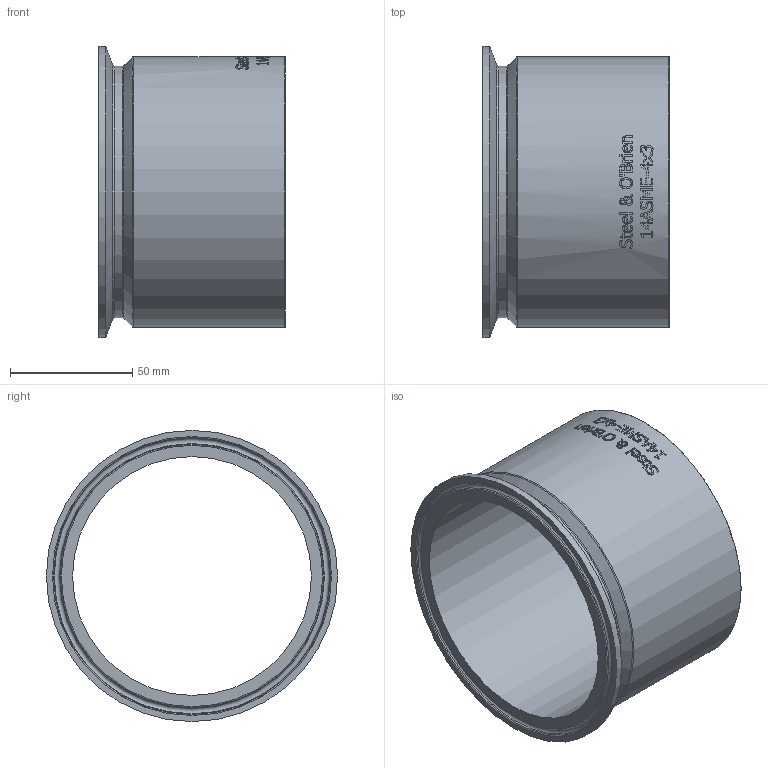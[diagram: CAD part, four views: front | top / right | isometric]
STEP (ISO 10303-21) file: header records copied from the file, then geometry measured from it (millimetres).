
FILE_DESCRIPTION(/* description */ (''),/* implementation_level */ '2;1');
FILE_NAME(/* name */ '14ASME-4X3.stp',/* time_stamp */ '2021-09-22T16:06:13-04:00',/* author */ ('rick'),/* organization */ (''),/* preprocessor_version */ 'ST-DEVELOPER v18',/* originating_system */ 'Autodesk Inventor 2020',/* authorisation */ '');
FILE_SCHEMA (('AUTOMOTIVE_DESIGN { 1 0 10303 214 3 1 1 }'));
Length unit declared in the file: inch
Products named in the file (1): 14ASME-4X3
Bounding box: 76.2 x 118.92 x 118.92 mm (x, y, z)
Volume: 156683.7 mm3; surface area: 58481.7 mm2
Topology: 1 solids, 1 shells, 391 faces, 1077 edges, 724 vertices
Faces by surface type: plane 185, bspline 155, cylinder 39, torus 8, cone 4
Full cylindrical faces by diameter (mm): 97.536 x1, 102.87 x1, 110.49 x1, 118.923 x1
Entity records: 15811 total; most frequent: CARTESIAN_POINT 6532, ORIENTED_EDGE 2154, DIRECTION 1523, EDGE_CURVE 1077, VERTEX_POINT 724, AXIS2_PLACEMENT_3D 519, LINE 485, VECTOR 485
